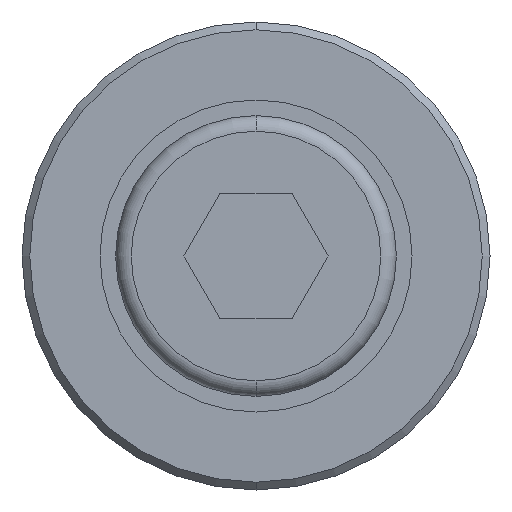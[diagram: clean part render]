
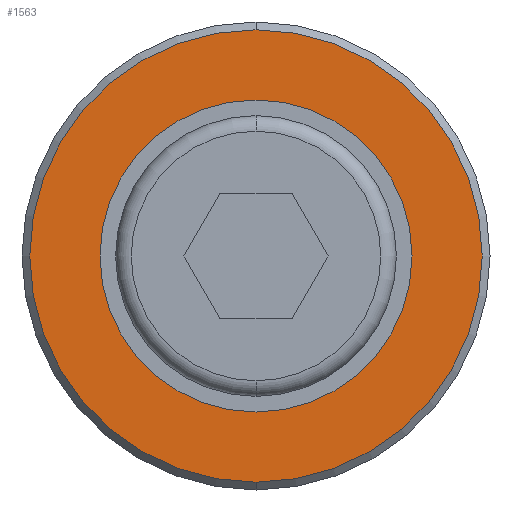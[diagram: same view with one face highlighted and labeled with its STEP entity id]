
A CAD part, front view. The second image highlights one B-rep face of the part: STEP entity #1563.
In plain terms, the highlighted planar face has unit normal (0, -1, 0).
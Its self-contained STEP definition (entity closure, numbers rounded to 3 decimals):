
#62 = FACE_BOUND ( 'NONE', #1550, .T. ) ;
#64 = VERTEX_POINT ( 'NONE', #186 ) ;
#113 = ORIENTED_EDGE ( 'NONE', *, *, #1481, .T. ) ;
#122 = PLANE ( 'NONE',  #1469 ) ;
#132 = AXIS2_PLACEMENT_3D ( 'NONE', #1530, #152, #624 ) ;
#152 = DIRECTION ( 'NONE',  ( 0., -1., 0. ) ) ;
#186 = CARTESIAN_POINT ( 'NONE',  ( 0., -20., 10. ) ) ;
#190 = DIRECTION ( 'NONE',  ( 0., 0., 1. ) ) ;
#191 = CIRCLE ( 'NONE', #902, 14.5 ) ;
#214 = EDGE_LOOP ( 'NONE', ( #1087, #1494 ) ) ;
#226 = CIRCLE ( 'NONE', #1395, 10. ) ;
#237 = EDGE_CURVE ( 'NONE', #1347, #1625, #468, .T. ) ;
#273 = CARTESIAN_POINT ( 'NONE',  ( 0., -20., 0. ) ) ;
#308 = CIRCLE ( 'NONE', #572, 10. ) ;
#468 = CIRCLE ( 'NONE', #132, 14.5 ) ;
#474 = CARTESIAN_POINT ( 'NONE',  ( 0., -20., -14.5 ) ) ;
#572 = AXIS2_PLACEMENT_3D ( 'NONE', #1442, #2080, #809 ) ;
#624 = DIRECTION ( 'NONE',  ( 0., 0., 1. ) ) ;
#664 = DIRECTION ( 'NONE',  ( 0., -1., 0. ) ) ;
#721 = DIRECTION ( 'NONE',  ( 1., 0., 0. ) ) ;
#809 = DIRECTION ( 'NONE',  ( 1., 0., 0. ) ) ;
#812 = CARTESIAN_POINT ( 'NONE',  ( 0., -20., 0. ) ) ;
#883 = EDGE_CURVE ( 'NONE', #64, #1130, #308, .T. ) ;
#900 = CARTESIAN_POINT ( 'NONE',  ( 0., -20., 14.5 ) ) ;
#902 = AXIS2_PLACEMENT_3D ( 'NONE', #812, #664, #190 ) ;
#1082 = DIRECTION ( 'NONE',  ( 0., 0., 1. ) ) ;
#1087 = ORIENTED_EDGE ( 'NONE', *, *, #1340, .T. ) ;
#1130 = VERTEX_POINT ( 'NONE', #1327 ) ;
#1325 = CARTESIAN_POINT ( 'NONE',  ( 0., -20., 0. ) ) ;
#1327 = CARTESIAN_POINT ( 'NONE',  ( 0., -20., -10. ) ) ;
#1340 = EDGE_CURVE ( 'NONE', #1625, #1347, #191, .T. ) ;
#1347 = VERTEX_POINT ( 'NONE', #474 ) ;
#1395 = AXIS2_PLACEMENT_3D ( 'NONE', #1325, #1644, #721 ) ;
#1442 = CARTESIAN_POINT ( 'NONE',  ( 0., -20., 0. ) ) ;
#1469 = AXIS2_PLACEMENT_3D ( 'NONE', #273, #1719, #1082 ) ;
#1481 = EDGE_CURVE ( 'NONE', #1130, #64, #226, .T. ) ;
#1494 = ORIENTED_EDGE ( 'NONE', *, *, #237, .T. ) ;
#1508 = FACE_OUTER_BOUND ( 'NONE', #214, .T. ) ;
#1530 = CARTESIAN_POINT ( 'NONE',  ( 0., -20., 0. ) ) ;
#1550 = EDGE_LOOP ( 'NONE', ( #113, #1646 ) ) ;
#1563 = ADVANCED_FACE ( 'NONE', ( #1508, #62 ), #122, .F. ) ;
#1625 = VERTEX_POINT ( 'NONE', #900 ) ;
#1644 = DIRECTION ( 'NONE',  ( 0., 1., 0. ) ) ;
#1646 = ORIENTED_EDGE ( 'NONE', *, *, #883, .T. ) ;
#1719 = DIRECTION ( 'NONE',  ( 0., 1., 0. ) ) ;
#2080 = DIRECTION ( 'NONE',  ( 0., 1., 0. ) ) ;
